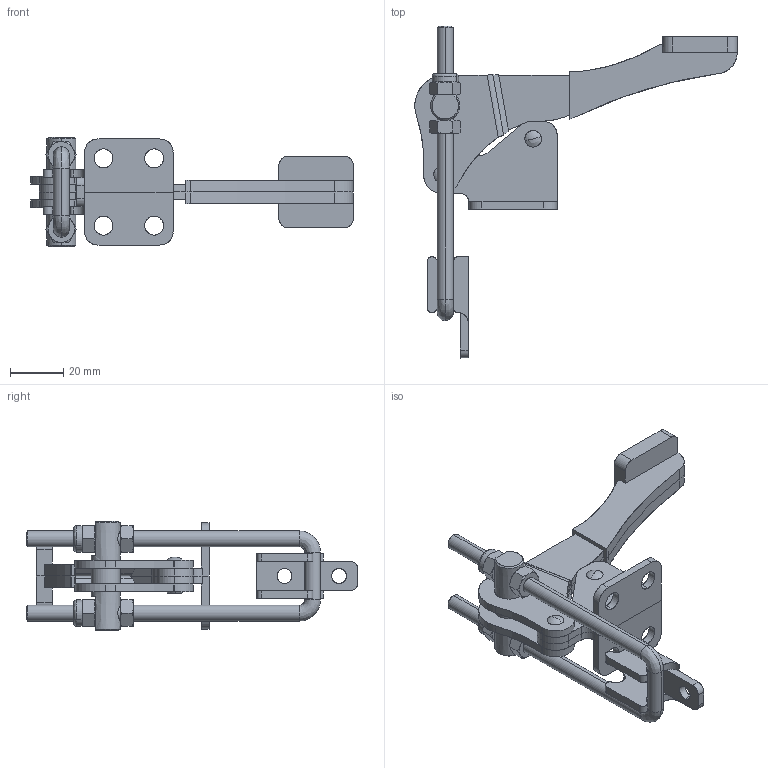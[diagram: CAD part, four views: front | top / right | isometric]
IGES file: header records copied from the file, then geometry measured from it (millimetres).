
Start section: SolidWorks IGES file using analytic representation for surfaces
Global section: file name: EMC40334.IGS,15; native system: HSolidWorks 2016; preprocessor: SolidWorks 2016; author: LinWei; date: 190109.172522; units: millimetre
Bounding box: 121.55 x 125.11 x 41.3 mm (x, y, z)
Surface area: 25559.9 mm2 (no closed solid volume)
Topology: 0 solids, 0 shells, 320 faces, 4277 edges, 4275 vertices
Faces by surface type: revolution 185, bspline 135
